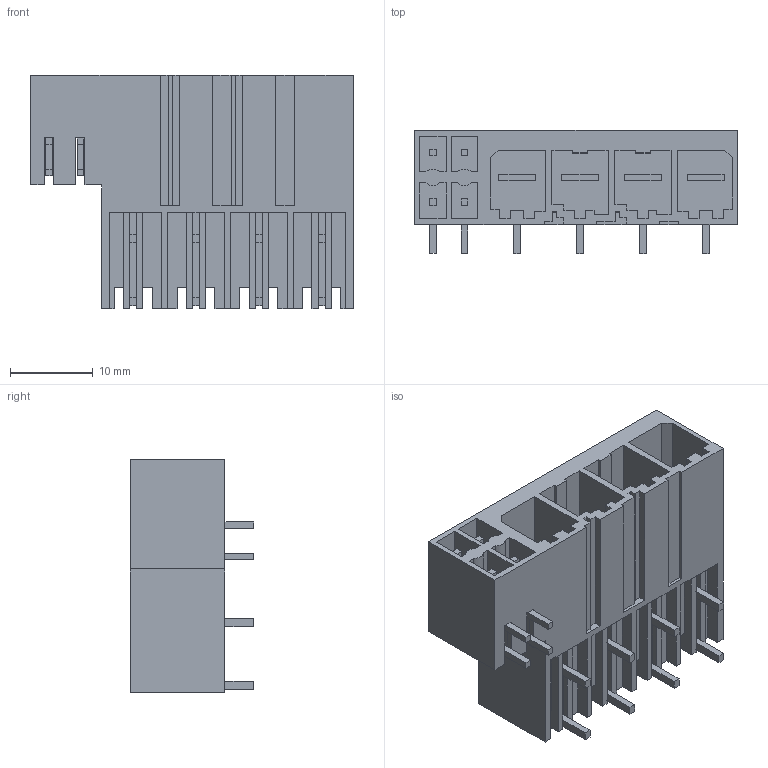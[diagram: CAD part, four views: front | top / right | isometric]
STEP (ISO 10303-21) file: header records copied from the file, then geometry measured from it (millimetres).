
FILE_DESCRIPTION(('CATIA V5R24 STEP','CAx-IF Rec.Pracs.--- Model Styling and Organization---1.2---2011-12-15'),'2;1');
FILE_NAME ('D1448425_0', '2017-05-10T10:18:25+00:00', ('Weidmueller Interface'), ('Weidmueller'), 'CATIA Version 5-6 Release 2014 SP4 HF52', 'CATIA V5 STEP AP214', 'none');
FILE_SCHEMA(('AUTOMOTIVE_DESIGN { 1 0 10303 214 1 1 1 1 }'));
Length unit declared in the file: millimetre
Products named in the file (1): 1091120000
Bounding box: 39.07 x 14.9 x 28.3 mm (x, y, z)
Volume: 5796.6 mm3; surface area: 9247.3 mm2
Topology: 9 solids, 9 shells, 413 faces, 1191 edges, 801 vertices
Faces by surface type: plane 406, cylinder 7
Entity records: 13096 total; most frequent: ORIENTED_EDGE 2382, CARTESIAN_POINT 2320, DIRECTION 1777, EDGE_CURVE 1191, VECTOR 1171, LINE 1171, VERTEX_POINT 801, EDGE_LOOP 434
